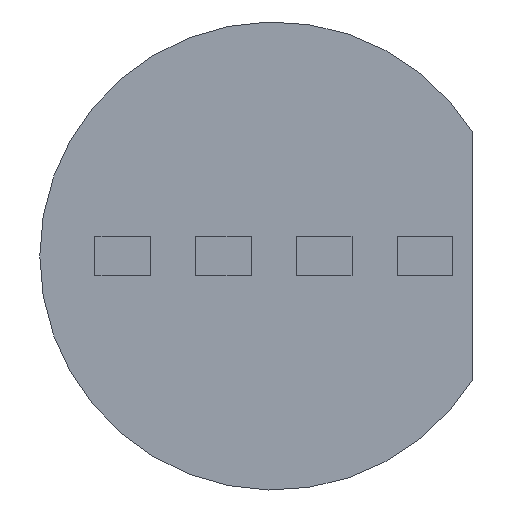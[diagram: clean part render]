
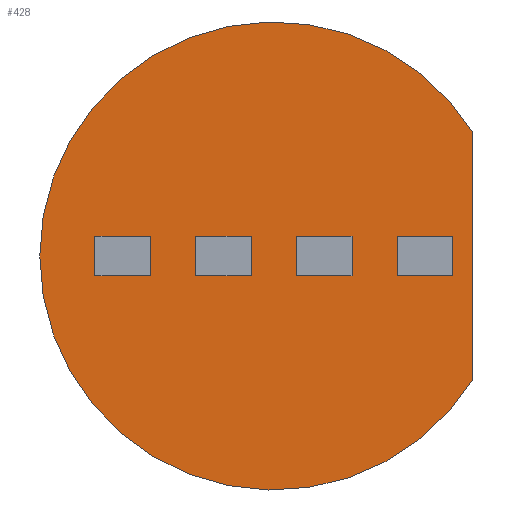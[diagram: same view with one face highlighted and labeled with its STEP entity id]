
A CAD part, front view. The second image highlights one B-rep face of the part: STEP entity #428.
In plain terms, the highlighted planar face has unit normal (0, -1, 0).
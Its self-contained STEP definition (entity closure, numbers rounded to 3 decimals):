
#18=PLANE('',#466);
#43=FACE_BOUND('',#78,.T.);
#44=FACE_BOUND('',#79,.T.);
#45=FACE_BOUND('',#80,.T.);
#46=FACE_BOUND('',#81,.T.);
#50=FACE_OUTER_BOUND('',#77,.T.);
#77=EDGE_LOOP('',(#316,#317));
#78=EDGE_LOOP('',(#318,#319,#320,#321));
#79=EDGE_LOOP('',(#322,#323,#324,#325));
#80=EDGE_LOOP('',(#326,#327,#328,#329));
#81=EDGE_LOOP('',(#330,#331,#332,#333));
#106=LINE('',#621,#159);
#107=LINE('',#624,#160);
#108=LINE('',#626,#161);
#109=LINE('',#628,#162);
#110=LINE('',#629,#163);
#111=LINE('',#632,#164);
#112=LINE('',#634,#165);
#113=LINE('',#636,#166);
#114=LINE('',#637,#167);
#115=LINE('',#640,#168);
#116=LINE('',#642,#169);
#117=LINE('',#644,#170);
#118=LINE('',#645,#171);
#119=LINE('',#648,#172);
#120=LINE('',#650,#173);
#121=LINE('',#652,#174);
#122=LINE('',#653,#175);
#159=VECTOR('',#509,1000.);
#160=VECTOR('',#510,1000.);
#161=VECTOR('',#511,1000.);
#162=VECTOR('',#512,1000.);
#163=VECTOR('',#513,1000.);
#164=VECTOR('',#514,1000.);
#165=VECTOR('',#515,1000.);
#166=VECTOR('',#516,1000.);
#167=VECTOR('',#517,1000.);
#168=VECTOR('',#518,1000.);
#169=VECTOR('',#519,1000.);
#170=VECTOR('',#520,1000.);
#171=VECTOR('',#521,1000.);
#172=VECTOR('',#522,1000.);
#173=VECTOR('',#523,1000.);
#174=VECTOR('',#524,1000.);
#175=VECTOR('',#525,1000.);
#211=CIRCLE('',#461,2.95);
#216=VERTEX_POINT('',#609);
#217=VERTEX_POINT('',#611);
#220=VERTEX_POINT('',#622);
#221=VERTEX_POINT('',#623);
#222=VERTEX_POINT('',#625);
#223=VERTEX_POINT('',#627);
#224=VERTEX_POINT('',#630);
#225=VERTEX_POINT('',#631);
#226=VERTEX_POINT('',#633);
#227=VERTEX_POINT('',#635);
#228=VERTEX_POINT('',#638);
#229=VERTEX_POINT('',#639);
#230=VERTEX_POINT('',#641);
#231=VERTEX_POINT('',#643);
#232=VERTEX_POINT('',#646);
#233=VERTEX_POINT('',#647);
#234=VERTEX_POINT('',#649);
#235=VERTEX_POINT('',#651);
#254=EDGE_CURVE('',#217,#216,#211,.T.);
#258=EDGE_CURVE('',#217,#216,#106,.T.);
#259=EDGE_CURVE('',#220,#221,#107,.T.);
#260=EDGE_CURVE('',#222,#220,#108,.T.);
#261=EDGE_CURVE('',#223,#222,#109,.T.);
#262=EDGE_CURVE('',#221,#223,#110,.T.);
#263=EDGE_CURVE('',#224,#225,#111,.T.);
#264=EDGE_CURVE('',#226,#224,#112,.T.);
#265=EDGE_CURVE('',#227,#226,#113,.T.);
#266=EDGE_CURVE('',#225,#227,#114,.T.);
#267=EDGE_CURVE('',#228,#229,#115,.T.);
#268=EDGE_CURVE('',#230,#228,#116,.T.);
#269=EDGE_CURVE('',#231,#230,#117,.T.);
#270=EDGE_CURVE('',#229,#231,#118,.T.);
#271=EDGE_CURVE('',#232,#233,#119,.T.);
#272=EDGE_CURVE('',#234,#232,#120,.T.);
#273=EDGE_CURVE('',#235,#234,#121,.T.);
#274=EDGE_CURVE('',#233,#235,#122,.T.);
#316=ORIENTED_EDGE('',*,*,#258,.F.);
#317=ORIENTED_EDGE('',*,*,#254,.T.);
#318=ORIENTED_EDGE('',*,*,#259,.F.);
#319=ORIENTED_EDGE('',*,*,#260,.F.);
#320=ORIENTED_EDGE('',*,*,#261,.F.);
#321=ORIENTED_EDGE('',*,*,#262,.F.);
#322=ORIENTED_EDGE('',*,*,#263,.F.);
#323=ORIENTED_EDGE('',*,*,#264,.F.);
#324=ORIENTED_EDGE('',*,*,#265,.F.);
#325=ORIENTED_EDGE('',*,*,#266,.F.);
#326=ORIENTED_EDGE('',*,*,#267,.F.);
#327=ORIENTED_EDGE('',*,*,#268,.F.);
#328=ORIENTED_EDGE('',*,*,#269,.F.);
#329=ORIENTED_EDGE('',*,*,#270,.F.);
#330=ORIENTED_EDGE('',*,*,#271,.F.);
#331=ORIENTED_EDGE('',*,*,#272,.F.);
#332=ORIENTED_EDGE('',*,*,#273,.F.);
#333=ORIENTED_EDGE('',*,*,#274,.F.);
#428=ADVANCED_FACE('',(#50,#43,#44,#45,#46),#18,.T.);
#461=AXIS2_PLACEMENT_3D('',#612,#496,#497);
#466=AXIS2_PLACEMENT_3D('',#620,#507,#508);
#496=DIRECTION('center_axis',(0.,-1.,0.));
#497=DIRECTION('ref_axis',(0.,0.,-1.));
#507=DIRECTION('center_axis',(0.,-1.,0.));
#508=DIRECTION('ref_axis',(0.,0.,-1.));
#509=DIRECTION('',(0.,0.,-1.));
#510=DIRECTION('',(-1.,0.,0.));
#511=DIRECTION('',(0.,0.,1.));
#512=DIRECTION('',(1.,0.,0.));
#513=DIRECTION('',(0.,0.,-1.));
#514=DIRECTION('',(-1.,0.,0.));
#515=DIRECTION('',(0.,0.,1.));
#516=DIRECTION('',(1.,0.,0.));
#517=DIRECTION('',(0.,0.,-1.));
#518=DIRECTION('',(-1.,0.,0.));
#519=DIRECTION('',(0.,0.,1.));
#520=DIRECTION('',(1.,0.,0.));
#521=DIRECTION('',(0.,0.,-1.));
#522=DIRECTION('',(-1.,0.,0.));
#523=DIRECTION('',(0.,0.,1.));
#524=DIRECTION('',(1.,0.,0.));
#525=DIRECTION('',(0.,0.,-1.));
#609=CARTESIAN_POINT('',(2.5,0.,-1.566));
#611=CARTESIAN_POINT('',(2.5,0.,1.566));
#612=CARTESIAN_POINT('Origin',(0.,0.,0.));
#620=CARTESIAN_POINT('Origin',(2.95,0.,0.));
#621=CARTESIAN_POINT('',(2.5,0.,1.566));
#622=CARTESIAN_POINT('',(-0.285,0.,0.25));
#623=CARTESIAN_POINT('',(-0.985,0.,0.25));
#624=CARTESIAN_POINT('',(-0.985,0.,0.25));
#625=CARTESIAN_POINT('',(-0.285,0.,-0.25));
#626=CARTESIAN_POINT('',(-0.285,0.,-0.25));
#627=CARTESIAN_POINT('',(-0.985,0.,-0.25));
#628=CARTESIAN_POINT('',(-0.985,0.,-0.25));
#629=CARTESIAN_POINT('',(-0.985,0.,-0.25));
#630=CARTESIAN_POINT('',(2.255,0.,0.25));
#631=CARTESIAN_POINT('',(1.555,0.,0.25));
#632=CARTESIAN_POINT('',(1.555,0.,0.25));
#633=CARTESIAN_POINT('',(2.255,0.,-0.25));
#634=CARTESIAN_POINT('',(2.255,0.,-0.25));
#635=CARTESIAN_POINT('',(1.555,0.,-0.25));
#636=CARTESIAN_POINT('',(1.555,0.,-0.25));
#637=CARTESIAN_POINT('',(1.555,0.,-0.25));
#638=CARTESIAN_POINT('',(0.985,0.,0.25));
#639=CARTESIAN_POINT('',(0.285,0.,0.25));
#640=CARTESIAN_POINT('',(0.285,0.,0.25));
#641=CARTESIAN_POINT('',(0.985,0.,-0.25));
#642=CARTESIAN_POINT('',(0.985,0.,-0.25));
#643=CARTESIAN_POINT('',(0.285,0.,-0.25));
#644=CARTESIAN_POINT('',(0.285,0.,-0.25));
#645=CARTESIAN_POINT('',(0.285,0.,-0.25));
#646=CARTESIAN_POINT('',(-1.555,0.,0.25));
#647=CARTESIAN_POINT('',(-2.255,0.,0.25));
#648=CARTESIAN_POINT('',(-2.255,0.,0.25));
#649=CARTESIAN_POINT('',(-1.555,0.,-0.25));
#650=CARTESIAN_POINT('',(-1.555,0.,-0.25));
#651=CARTESIAN_POINT('',(-2.255,0.,-0.25));
#652=CARTESIAN_POINT('',(-2.255,0.,-0.25));
#653=CARTESIAN_POINT('',(-2.255,0.,-0.25));
